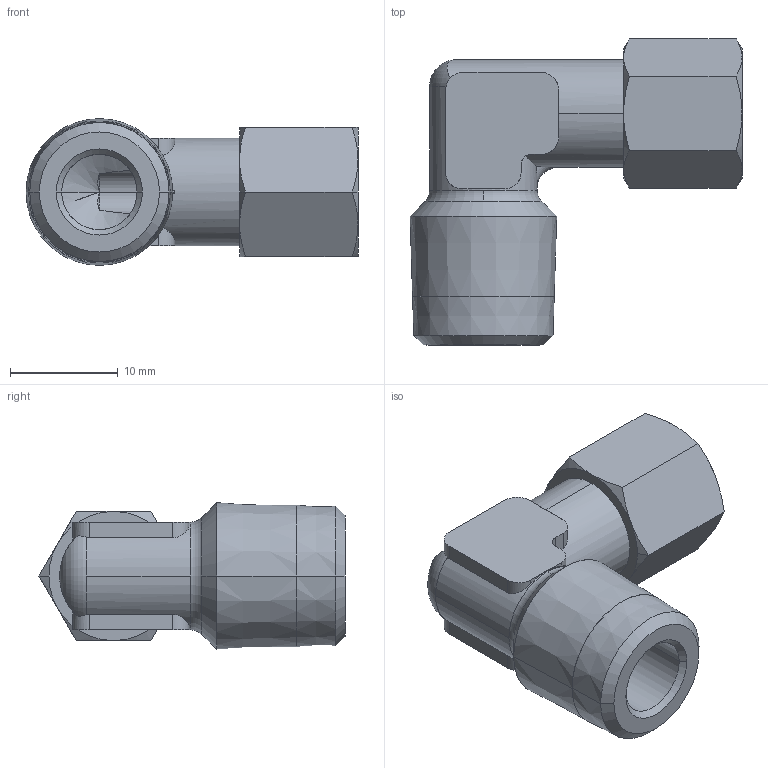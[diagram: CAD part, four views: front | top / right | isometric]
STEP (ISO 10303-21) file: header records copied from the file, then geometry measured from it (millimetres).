
FILE_DESCRIPTION(('STEP AP214'),'1');
FILE_NAME('0109_05_13.stp','2016-07-07T14:32:10',('TraceParts'),('TraceParts S.A.'),'Spatial InterOp 3D',' ',' ');
FILE_SCHEMA(('automotive_design'));
Length unit declared in the file: millimetre
Products named in the file (1): 1
Bounding box: 30.84 x 28.43 x 13.63 mm (x, y, z)
Volume: 3709 mm3; surface area: 2862.4 mm2
Topology: 1 solids, 1 shells, 97 faces, 247 edges, 154 vertices
Faces by surface type: plane 35, cone 32, cylinder 25, torus 5
Entity records: 3485 total; most frequent: CARTESIAN_POINT 1197, ORIENTED_EDGE 490, DIRECTION 476, EDGE_CURVE 245, AXIS2_PLACEMENT_3D 193, VERTEX_POINT 154, EDGE_LOOP 103, ADVANCED_FACE 97
